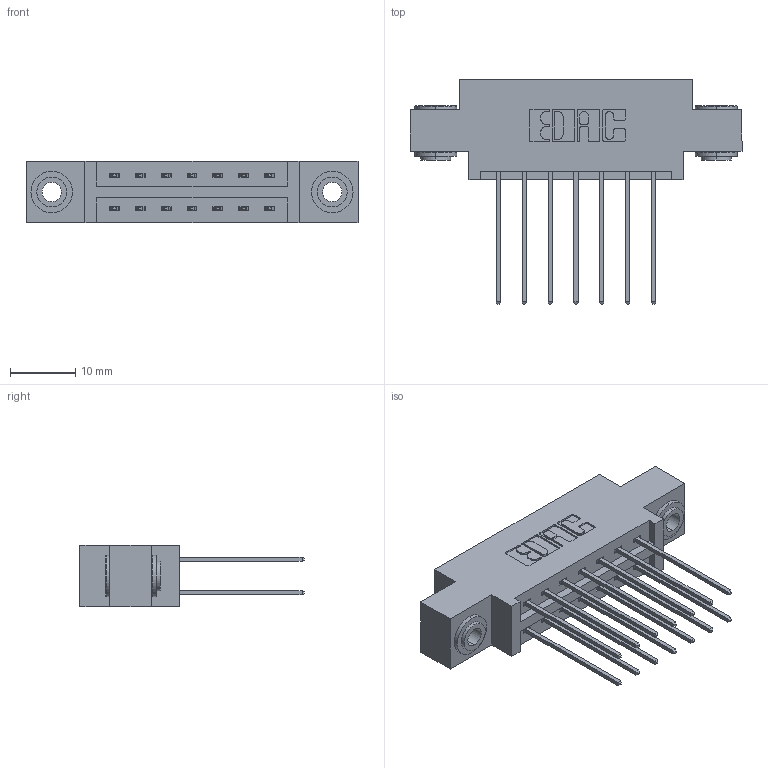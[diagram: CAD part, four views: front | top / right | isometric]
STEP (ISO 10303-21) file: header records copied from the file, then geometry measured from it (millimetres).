
FILE_DESCRIPTION (( 'STEP AP203' ), '1' );
FILE_NAME ('387-014-541-803.STEP', '2019-10-15T21:27:28', ( '' ), ( '' ), 'SwSTEP 2.0', 'SolidWorks 2016', '' );
FILE_SCHEMA (( 'CONFIG_CONTROL_DESIGN' ));
Length unit declared in the file: inch
Products named in the file (4): 387-014-541-803; 345-250-002_345-250-002-102; 345-292-001_345-293-141; 337 Part_0.170 Offset - 0.156 Dia-TH
Assembly tree (17 placements, depth 2):
  387-014-541-803
    337 Part_0.170 Offset - 0.156 Dia-TH
    345-292-001_345-293-141  x14
    345-250-002_345-250-002-102  x2
Bounding box: 50.75 x 34.3 x 9.4 mm (x, y, z)
Volume: 4864.7 mm3; surface area: 5895 mm2
Topology: 17 solids, 17 shells, 912 faces, 2653 edges, 1746 vertices
Faces by surface type: plane 616, cylinder 288, cone 8
Entity records: 10754 total; most frequent: CARTESIAN_POINT 1817, ORIENTED_EDGE 1746, DIRECTION 1643, EDGE_CURVE 873, VECTOR 721, LINE 721, VERTEX_POINT 578, AXIS2_PLACEMENT_3D 461
